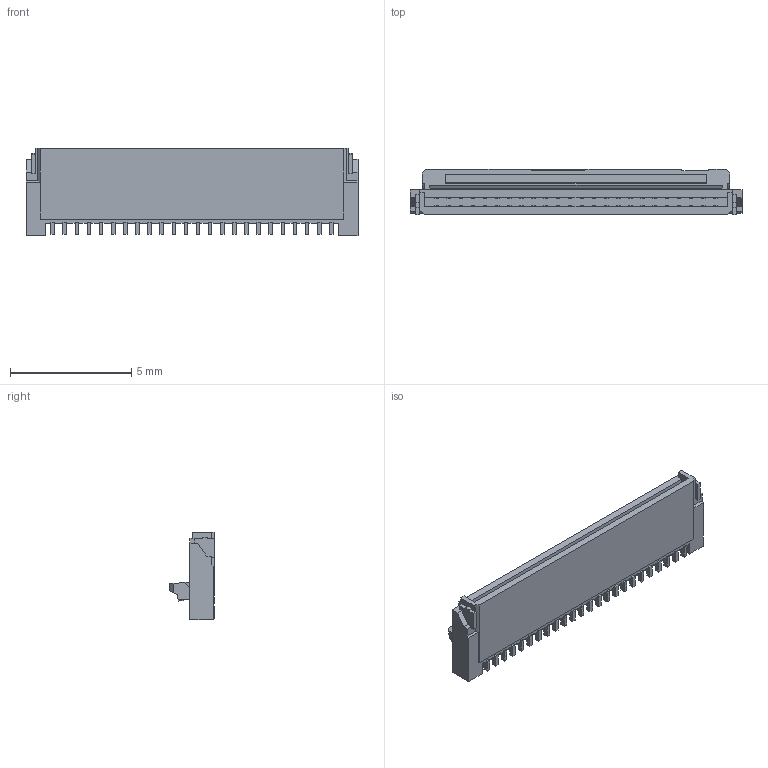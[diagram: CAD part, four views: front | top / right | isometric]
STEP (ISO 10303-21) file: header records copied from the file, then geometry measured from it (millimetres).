
FILE_DESCRIPTION((''),'2;1');
FILE_NAME('5034802400','2020-07-30T',('gga'),(''),'PRO/ENGINEER BY PARAMETRIC TECHNOLOGY CORPORATION, 2016010','PRO/ENGINEER BY PARAMETRIC TECHNOLOGY CORPORATION, 2016010','');
FILE_SCHEMA(('CONFIG_CONTROL_DESIGN'));
Length unit declared in the file: millimetre
Products named in the file (1): 5034802400
Bounding box: 13.7 x 1.87 x 3.6 mm (x, y, z)
Volume: 32 mm3; surface area: 233.5 mm2
Topology: 1 solids, 1 shells, 897 faces, 2566 edges, 1744 vertices
Faces by surface type: plane 816, cylinder 81
Entity records: 28807 total; most frequent: CARTESIAN_POINT 5104, ORIENTED_EDGE 4924, DIRECTION 4528, EDGE_CURVE 2462, VECTOR 2400, LINE 2400, VERTEX_POINT 1640, AXIS2_PLACEMENT_3D 1064
